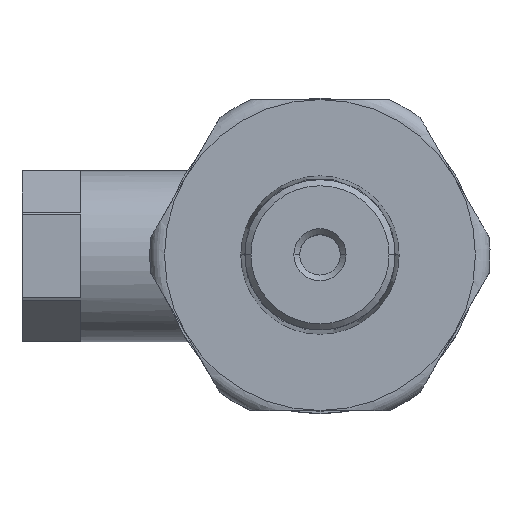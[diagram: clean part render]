
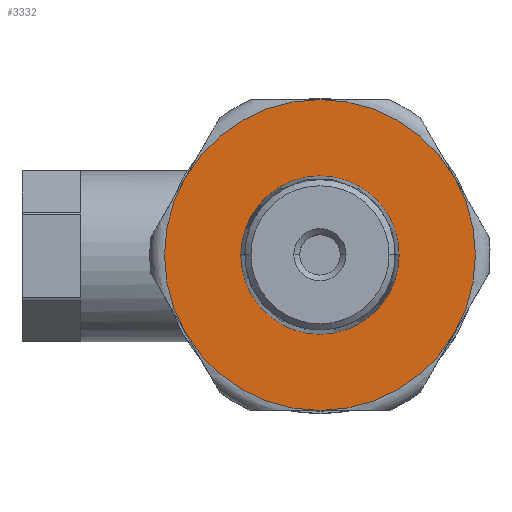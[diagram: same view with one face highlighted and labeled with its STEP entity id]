
A CAD part, top view. The second image highlights one B-rep face of the part: STEP entity #3332.
In plain terms, the highlighted planar face has unit normal (0, 0, 1).
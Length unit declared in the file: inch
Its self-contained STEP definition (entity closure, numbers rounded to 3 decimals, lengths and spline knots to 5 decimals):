
#869=CARTESIAN_POINT('',(-0.27,0.,0.79));
#870=VERTEX_POINT('',#869);
#886=CARTESIAN_POINT('',(0.27,0.,0.79));
#887=VERTEX_POINT('',#886);
#894=CARTESIAN_POINT('',(0.0,0.0,0.79));
#895=DIRECTION('',(0.0,0.0,-1.0));
#896=DIRECTION('',(-1.0,0.0,0.0));
#897=AXIS2_PLACEMENT_3D('',#894,#895,#896);
#898=CIRCLE('',#897,0.27);
#899=EDGE_CURVE('',#870,#887,#898,.T.);
#986=CARTESIAN_POINT('',(0.0,0.0,0.79));
#987=DIRECTION('',(0.0,0.0,-1.0));
#988=DIRECTION('',(-1.0,0.0,0.0));
#989=AXIS2_PLACEMENT_3D('',#986,#987,#988);
#990=CIRCLE('',#989,0.27);
#991=EDGE_CURVE('',#887,#870,#990,.T.);
#2406=CARTESIAN_POINT('',(-0.45899,-0.265,0.79));
#2407=VERTEX_POINT('',#2406);
#2504=CARTESIAN_POINT('',(-0.45899,0.265,0.79));
#2505=VERTEX_POINT('',#2504);
#2602=CARTESIAN_POINT('',(0.,0.53,0.79));
#2603=VERTEX_POINT('',#2602);
#2700=CARTESIAN_POINT('',(0.45899,0.265,0.79));
#2701=VERTEX_POINT('',#2700);
#2798=CARTESIAN_POINT('',(0.45899,-0.265,0.79));
#2799=VERTEX_POINT('',#2798);
#2897=CARTESIAN_POINT('',(0.0,-0.53,0.79));
#2898=VERTEX_POINT('',#2897);
#2899=CARTESIAN_POINT('',(0.0,0.0,0.79));
#2900=DIRECTION('',(0.0,0.0,-1.0));
#2901=DIRECTION('',(-1.0,0.0,0.0));
#2902=AXIS2_PLACEMENT_3D('',#2899,#2900,#2901);
#2903=CIRCLE('',#2902,0.53);
#2904=EDGE_CURVE('',#2799,#2898,#2903,.T.);
#2941=CARTESIAN_POINT('',(0.0,0.0,0.79));
#2942=DIRECTION('',(0.0,0.0,-1.0));
#2943=DIRECTION('',(-1.0,0.0,0.0));
#2944=AXIS2_PLACEMENT_3D('',#2941,#2942,#2943);
#2945=CIRCLE('',#2944,0.53);
#2946=EDGE_CURVE('',#2701,#2799,#2945,.T.);
#2965=CARTESIAN_POINT('',(0.0,0.0,0.79));
#2966=DIRECTION('',(0.0,0.0,-1.0));
#2967=DIRECTION('',(-1.0,0.0,0.0));
#2968=AXIS2_PLACEMENT_3D('',#2965,#2966,#2967);
#2969=CIRCLE('',#2968,0.53);
#2970=EDGE_CURVE('',#2603,#2701,#2969,.T.);
#2989=CARTESIAN_POINT('',(0.0,0.0,0.79));
#2990=DIRECTION('',(0.0,0.0,-1.0));
#2991=DIRECTION('',(-1.0,0.0,0.0));
#2992=AXIS2_PLACEMENT_3D('',#2989,#2990,#2991);
#2993=CIRCLE('',#2992,0.53);
#2994=EDGE_CURVE('',#2505,#2603,#2993,.T.);
#3039=CARTESIAN_POINT('',(0.0,0.0,0.79));
#3040=DIRECTION('',(0.0,0.0,-1.0));
#3041=DIRECTION('',(-1.0,0.0,0.0));
#3042=AXIS2_PLACEMENT_3D('',#3039,#3040,#3041);
#3043=CIRCLE('',#3042,0.53);
#3044=EDGE_CURVE('',#2898,#2407,#3043,.T.);
#3055=CARTESIAN_POINT('',(0.0,0.0,0.79));
#3056=DIRECTION('',(0.0,0.0,-1.0));
#3057=DIRECTION('',(-1.0,0.0,0.0));
#3058=AXIS2_PLACEMENT_3D('',#3055,#3056,#3057);
#3059=CIRCLE('',#3058,0.53);
#3060=EDGE_CURVE('',#2407,#2505,#3059,.T.);
#3315=CARTESIAN_POINT('',(0.0,0.0,0.79));
#3316=DIRECTION('',(0.0,0.0,1.0));
#3317=DIRECTION('',(1.0,0.0,0.0));
#3318=AXIS2_PLACEMENT_3D('',#3315,#3316,#3317);
#3319=PLANE('',#3318);
#3320=ORIENTED_EDGE('',*,*,#3044,.F.);
#3321=ORIENTED_EDGE('',*,*,#2904,.F.);
#3322=ORIENTED_EDGE('',*,*,#2946,.F.);
#3323=ORIENTED_EDGE('',*,*,#2970,.F.);
#3324=ORIENTED_EDGE('',*,*,#2994,.F.);
#3325=ORIENTED_EDGE('',*,*,#3060,.F.);
#3326=EDGE_LOOP('',(#3320,#3321,#3322,#3323,#3324,#3325));
#3327=FACE_OUTER_BOUND('',#3326,.T.);
#3328=ORIENTED_EDGE('',*,*,#899,.T.);
#3329=ORIENTED_EDGE('',*,*,#991,.T.);
#3330=EDGE_LOOP('',(#3328,#3329));
#3331=FACE_BOUND('',#3330,.T.);
#3332=ADVANCED_FACE('',(#3327,#3331),#3319,.T.);
